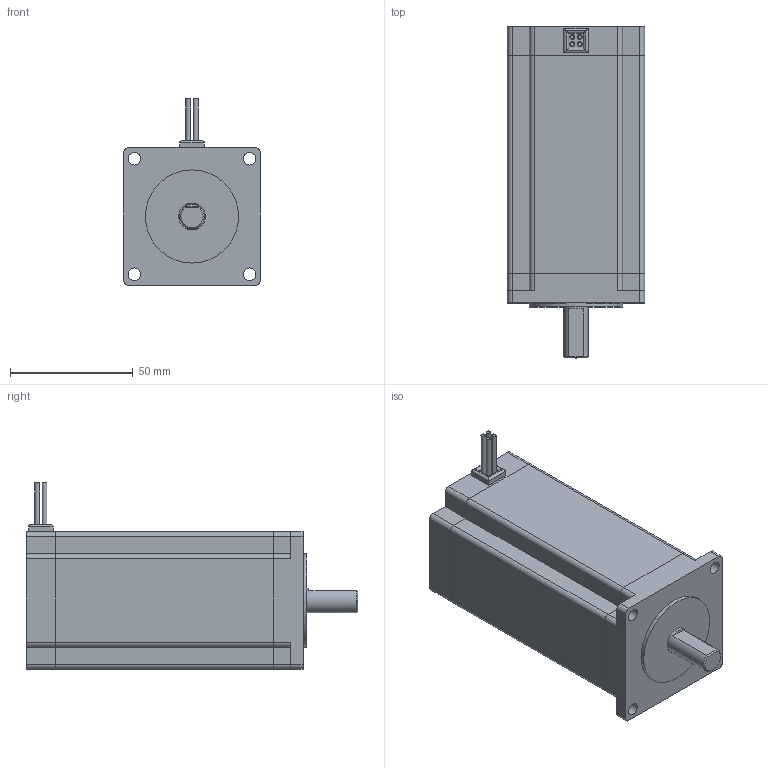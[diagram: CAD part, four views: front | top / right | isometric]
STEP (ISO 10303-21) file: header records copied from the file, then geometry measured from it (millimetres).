
FILE_DESCRIPTION(/* description */ (''),/* implementation_level */ '2;1');
FILE_NAME(/* name */ 'NEMA23 Motor 10mm shaft 113mm body.step',/* time_stamp */ '2020-04-14T17:19:14+01:00',/* author */ (''),/* organization */ (''),/* preprocessor_version */ 'ST-DEVELOPER v18.1',/* originating_system */ 'Autodesk Translation Framework v9.2.0.1227',/* authorisation */ '');
FILE_SCHEMA (('AUTOMOTIVE_DESIGN { 1 0 10303 214 3 1 1 }'));
Length unit declared in the file: millimetre
Products named in the file (4): NEMA23 Motor 10mm shaft 113mm body; Motor; Body; Shaft
Assembly tree (3 placements, depth 3):
  NEMA23 Motor 10mm shaft 113mm body
    Motor
      Body
      Shaft
Bounding box: 56 x 135.4 x 76 mm (x, y, z)
Volume: 321788.2 mm3; surface area: 44529.3 mm2
Topology: 4 solids, 4 shells, 121 faces, 295 edges, 192 vertices
Faces by surface type: plane 69, cylinder 51, cone 1
Full cylindrical faces by diameter (mm): 1.5 x4, 2 x4, 5.1 x4, 10 x1, 11 x1, 38 x1
Entity records: 3764 total; most frequent: DIRECTION 646, CARTESIAN_POINT 621, ORIENTED_EDGE 590, EDGE_CURVE 295, AXIS2_PLACEMENT_3D 225, LINE 196, VECTOR 196, VERTEX_POINT 192
